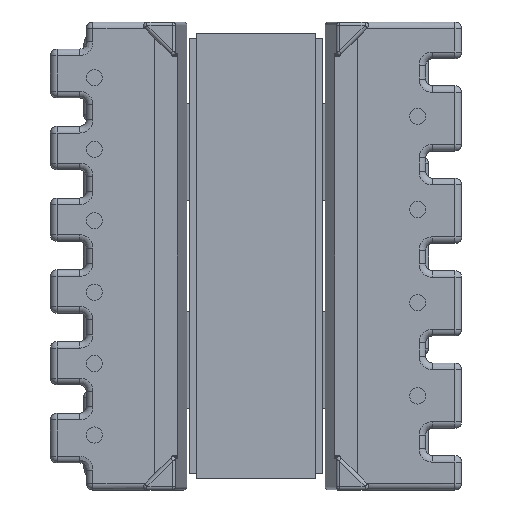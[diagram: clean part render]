
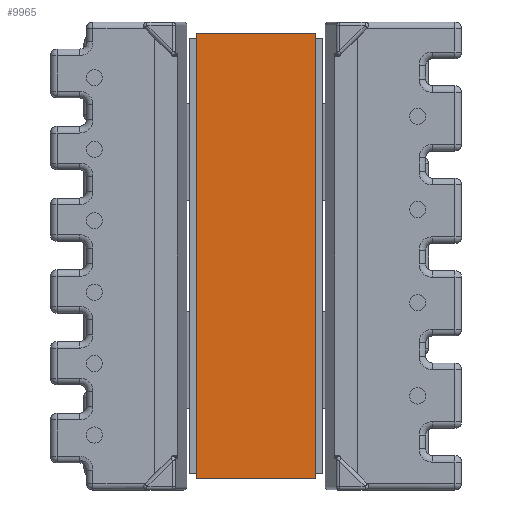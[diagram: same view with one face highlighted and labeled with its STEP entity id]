
A CAD part, front view. The second image highlights one B-rep face of the part: STEP entity #9965.
In plain terms, the highlighted face is planar.
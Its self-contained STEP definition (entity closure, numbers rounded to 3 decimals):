
#1204 = FACE_OUTER_BOUND ( 'NONE', #11286, .T. ) ;
#1424 = VECTOR ( 'NONE', #9912, 1000. ) ;
#1429 = PLANE ( 'NONE',  #2046 ) ;
#2046 = AXIS2_PLACEMENT_3D ( 'NONE', #11066, #12451, #4190 ) ;
#2302 = CARTESIAN_POINT ( 'NONE',  ( -0.16, 0.16, 0. ) ) ;
#2533 = EDGE_CURVE ( 'NONE', #5460, #13897, #16042, .T. ) ;
#2956 = DIRECTION ( 'NONE',  ( 0., 0., 1. ) ) ;
#4190 = DIRECTION ( 'NONE',  ( 0., 0., 1. ) ) ;
#4642 = CARTESIAN_POINT ( 'NONE',  ( -0.16, 0.16, -4.45 ) ) ;
#5013 = ORIENTED_EDGE ( 'NONE', *, *, #15671, .T. ) ;
#5240 = VECTOR ( 'NONE', #2956, 1000. ) ;
#5263 = VECTOR ( 'NONE', #5880, 1000. ) ;
#5460 = VERTEX_POINT ( 'NONE', #2302 ) ;
#5825 = EDGE_CURVE ( 'NONE', #9618, #5460, #8922, .T. ) ;
#5837 = CARTESIAN_POINT ( 'NONE',  ( -0.16, 0.16, 0. ) ) ;
#5880 = DIRECTION ( 'NONE',  ( 0., 0., 1. ) ) ;
#7609 = ORIENTED_EDGE ( 'NONE', *, *, #16733, .T. ) ;
#8416 = CARTESIAN_POINT ( 'NONE',  ( -0.16, 0.16, -4.45 ) ) ;
#8429 = CARTESIAN_POINT ( 'NONE',  ( -0.16, -16.56, -4.45 ) ) ;
#8922 = LINE ( 'NONE', #14079, #5263 ) ;
#9576 = CARTESIAN_POINT ( 'NONE',  ( -0.16, -16.56, 0. ) ) ;
#9618 = VERTEX_POINT ( 'NONE', #4642 ) ;
#9912 = DIRECTION ( 'NONE',  ( 0., -1., 0. ) ) ;
#9965 = ADVANCED_FACE ( 'NONE', ( #1204 ), #1429, .T. ) ;
#11066 = CARTESIAN_POINT ( 'NONE',  ( -0.16, 0.16, -4.45 ) ) ;
#11286 = EDGE_LOOP ( 'NONE', ( #14885, #11745, #5013, #7609 ) ) ;
#11745 = ORIENTED_EDGE ( 'NONE', *, *, #5825, .F. ) ;
#12451 = DIRECTION ( 'NONE',  ( -1., 0., 0. ) ) ;
#13037 = VECTOR ( 'NONE', #16617, 1000. ) ;
#13812 = CARTESIAN_POINT ( 'NONE',  ( -0.16, -16.56, -4.45 ) ) ;
#13833 = LINE ( 'NONE', #8429, #5240 ) ;
#13897 = VERTEX_POINT ( 'NONE', #9576 ) ;
#14079 = CARTESIAN_POINT ( 'NONE',  ( -0.16, 0.16, -4.45 ) ) ;
#14546 = VERTEX_POINT ( 'NONE', #13812 ) ;
#14885 = ORIENTED_EDGE ( 'NONE', *, *, #2533, .F. ) ;
#15671 = EDGE_CURVE ( 'NONE', #9618, #14546, #17530, .T. ) ;
#16042 = LINE ( 'NONE', #5837, #1424 ) ;
#16617 = DIRECTION ( 'NONE',  ( 0., -1., 0. ) ) ;
#16733 = EDGE_CURVE ( 'NONE', #14546, #13897, #13833, .T. ) ;
#17530 = LINE ( 'NONE', #8416, #13037 ) ;
